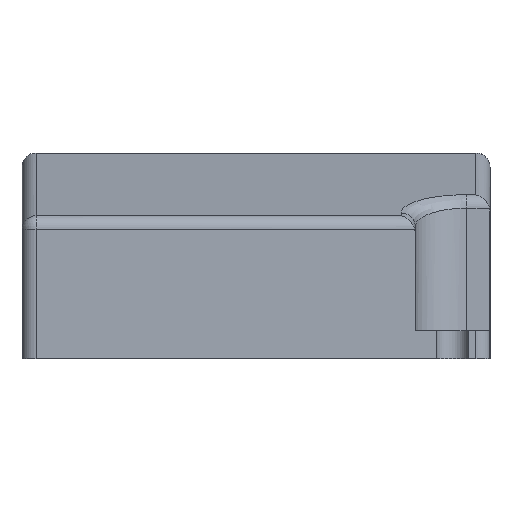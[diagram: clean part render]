
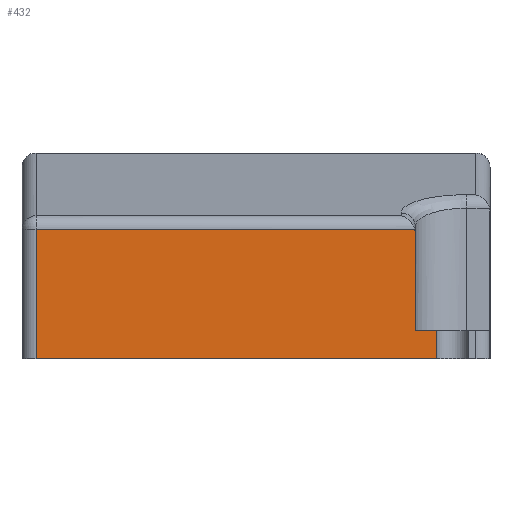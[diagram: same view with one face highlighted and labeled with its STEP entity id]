
A CAD part, left-side view. The second image highlights one B-rep face of the part: STEP entity #432.
In plain terms, the highlighted planar face has unit normal (-1, 0, 0).
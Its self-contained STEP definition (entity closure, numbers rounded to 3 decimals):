
#432 = ADVANCED_FACE( '', ( #975 ), #976, .F. );
#975 = FACE_OUTER_BOUND( '', #1740, .T. );
#976 = PLANE( '', #1741 );
#1740 = EDGE_LOOP( '', ( #3444, #3445, #3446, #3447, #3448, #3449, #3450 ) );
#1741 = AXIS2_PLACEMENT_3D( '', #3451, #3452, #3453 );
#3444 = ORIENTED_EDGE( '', *, *, #4592, .F. );
#3445 = ORIENTED_EDGE( '', *, *, #5002, .T. );
#3446 = ORIENTED_EDGE( '', *, *, #5003, .T. );
#3447 = ORIENTED_EDGE( '', *, *, #4710, .T. );
#3448 = ORIENTED_EDGE( '', *, *, #5004, .T. );
#3449 = ORIENTED_EDGE( '', *, *, #4810, .T. );
#3450 = ORIENTED_EDGE( '', *, *, #5005, .T. );
#3451 = CARTESIAN_POINT( '', ( -72.5, 25., 22. ) );
#3452 = DIRECTION( '', ( 1., 0., 0. ) );
#3453 = DIRECTION( '', ( 0., 0., -1. ) );
#4592 = EDGE_CURVE( '', #5326, #5328, #5329, .T. );
#4710 = EDGE_CURVE( '', #5527, #5531, #5533, .T. );
#4810 = EDGE_CURVE( '', #5691, #5689, #5692, .T. );
#5002 = EDGE_CURVE( '', #5326, #5969, #5970, .F. );
#5003 = EDGE_CURVE( '', #5969, #5527, #5971, .F. );
#5004 = EDGE_CURVE( '', #5531, #5691, #5972, .T. );
#5005 = EDGE_CURVE( '', #5689, #5328, #5973, .T. );
#5326 = VERTEX_POINT( '', #6546 );
#5328 = VERTEX_POINT( '', #6549 );
#5329 = LINE( '', #6550, #6551 );
#5527 = VERTEX_POINT( '', #6920 );
#5531 = VERTEX_POINT( '', #6925 );
#5533 = LINE( '', #6927, #6928 );
#5689 = VERTEX_POINT( '', #7384 );
#5691 = VERTEX_POINT( '', #7387 );
#5692 = LINE( '', #7388, #7389 );
#5969 = VERTEX_POINT( '', #8475 );
#5970 = ELLIPSE( '', #8476, 1.558, 1.5 );
#5971 = LINE( '', #8477, #8478 );
#5972 = LINE( '', #8479, #8480 );
#5973 = LINE( '', #8481, #8482 );
#6546 = CARTESIAN_POINT( '', ( -72.5, -17., 13.442 ) );
#6549 = CARTESIAN_POINT( '', ( -72.5, -17., 3. ) );
#6550 = CARTESIAN_POINT( '', ( -72.5, -17., 157.948 ) );
#6551 = VECTOR( '', #9062, 1000. );
#6920 = CARTESIAN_POINT( '', ( -72.5, 23.5, 13.862 ) );
#6925 = CARTESIAN_POINT( '', ( -72.5, 23.5, 0. ) );
#6927 = CARTESIAN_POINT( '', ( -72.5, 23.5, 22. ) );
#6928 = VECTOR( '', #9146, 1000. );
#7384 = CARTESIAN_POINT( '', ( -72.5, -19.25, 3. ) );
#7387 = CARTESIAN_POINT( '', ( -72.5, -19.25, 0. ) );
#7388 = CARTESIAN_POINT( '', ( -72.5, -19.25, -151.948 ) );
#7389 = VECTOR( '', #9212, 1000. );
#8475 = CARTESIAN_POINT( '', ( -72.5, -16.944, 13.862 ) );
#8476 = AXIS2_PLACEMENT_3D( '', #9268, #9269, #9270 );
#8477 = CARTESIAN_POINT( '', ( -72.5, 25., 13.862 ) );
#8478 = VECTOR( '', #9271, 1000. );
#8479 = CARTESIAN_POINT( '', ( -72.5, 25., 0. ) );
#8480 = VECTOR( '', #9272, 1000. );
#8481 = CARTESIAN_POINT( '', ( -72.5, -25., 3. ) );
#8482 = VECTOR( '', #9273, 1000. );
#9062 = DIRECTION( '', ( 0., 0., -1. ) );
#9146 = DIRECTION( '', ( 0., 0., -1. ) );
#9212 = DIRECTION( '', ( 0., 0., 1. ) );
#9268 = CARTESIAN_POINT( '', ( -72.5, -15.5, 13.442 ) );
#9269 = DIRECTION( '', ( 1., 0., 0. ) );
#9270 = DIRECTION( '', ( 0., 0., 1. ) );
#9271 = DIRECTION( '', ( 0., -1., 0. ) );
#9272 = DIRECTION( '', ( 0., -1., 0. ) );
#9273 = DIRECTION( '', ( 0., 1., 0. ) );
